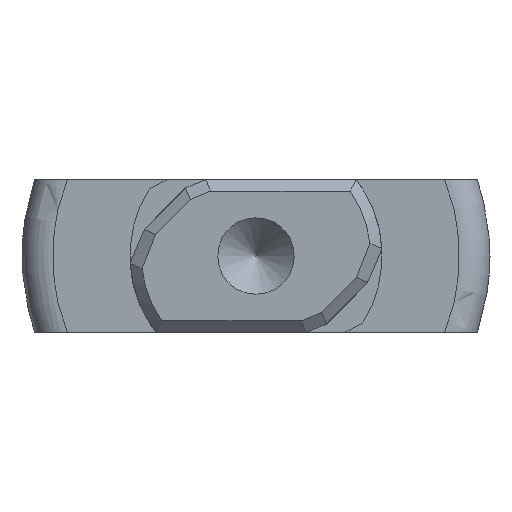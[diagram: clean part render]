
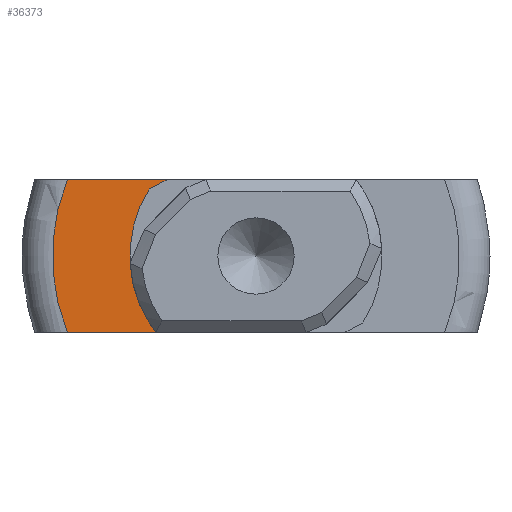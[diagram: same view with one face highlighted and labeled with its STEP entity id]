
A CAD part, left-side view. The second image highlights one B-rep face of the part: STEP entity #36373.
In plain terms, the highlighted planar face has unit normal (-1, 0, 0).
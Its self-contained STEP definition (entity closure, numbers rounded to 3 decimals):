
#722 = PLANE('',#723);
#723 = AXIS2_PLACEMENT_3D('',#724,#725,#726);
#724 = CARTESIAN_POINT('',(-6.25,-6.25,2.));
#725 = DIRECTION('',(0.,0.,1.));
#726 = DIRECTION('',(0.,1.,0.));
#15182 = VERTEX_POINT('',#15183);
#15183 = CARTESIAN_POINT('',(0.,4.94,2.));
#15217 = TOROIDAL_SURFACE('',#15218,5.329,0.8);
#15218 = AXIS2_PLACEMENT_3D('',#15219,#15220,#15221);
#15219 = CARTESIAN_POINT('',(0.8,0.,0.));
#15220 = DIRECTION('',(1.,0.,0.));
#15221 = DIRECTION('',(0.,0.,-1.));
#15251 = EDGE_CURVE('',#15182,#15252,#15254,.T.);
#15252 = VERTEX_POINT('',#15253);
#15253 = CARTESIAN_POINT('',(0.,2.327,2.));
#15254 = SURFACE_CURVE('',#15255,(#15259,#15266),.PCURVE_S1.);
#15255 = LINE('',#15256,#15257);
#15256 = CARTESIAN_POINT('',(0.,5.79,2.));
#15257 = VECTOR('',#15258,1.);
#15258 = DIRECTION('',(0.,-1.,0.));
#15259 = PCURVE('',#722,#15260);
#15260 = DEFINITIONAL_REPRESENTATION('',(#15261),#15265);
#15261 = LINE('',#15262,#15263);
#15262 = CARTESIAN_POINT('',(12.04,-6.25));
#15263 = VECTOR('',#15264,1.);
#15264 = DIRECTION('',(-1.,-0.));
#15265 = ( GEOMETRIC_REPRESENTATION_CONTEXT(2) 
PARAMETRIC_REPRESENTATION_CONTEXT() REPRESENTATION_CONTEXT('2D SPACE',''
  ) );
#15266 = PCURVE('',#15267,#15272);
#15267 = PLANE('',#15268);
#15268 = AXIS2_PLACEMENT_3D('',#15269,#15270,#15271);
#15269 = CARTESIAN_POINT('',(0.,5.329,
    0.));
#15270 = DIRECTION('',(-1.,0.,0.));
#15271 = DIRECTION('',(0.,0.,1.));
#15272 = DEFINITIONAL_REPRESENTATION('',(#15273),#15277);
#15273 = LINE('',#15274,#15275);
#15274 = CARTESIAN_POINT('',(2.,0.46));
#15275 = VECTOR('',#15276,1.);
#15276 = DIRECTION('',(0.,-1.));
#15277 = ( GEOMETRIC_REPRESENTATION_CONTEXT(2) 
PARAMETRIC_REPRESENTATION_CONTEXT() REPRESENTATION_CONTEXT('2D SPACE',''
  ) );
#15295 = PLANE('',#15296);
#15296 = AXIS2_PLACEMENT_3D('',#15297,#15298,#15299);
#15297 = CARTESIAN_POINT('',(-16.438,2.561,1.878));
#15298 = DIRECTION('',(0.,0.464,0.886
    ));
#15299 = DIRECTION('',(1.,0.,0.));
#32579 = PLANE('',#32580);
#32580 = AXIS2_PLACEMENT_3D('',#32581,#32582,#32583);
#32581 = CARTESIAN_POINT('',(-6.25,6.25,-2.));
#32582 = DIRECTION('',(0.,0.,-1.));
#32583 = DIRECTION('',(0.,-1.,0.));
#34660 = PLANE('',#34661);
#34661 = AXIS2_PLACEMENT_3D('',#34662,#34663,#34664);
#34662 = CARTESIAN_POINT('',(-16.438,2.561,-1.878));
#34663 = DIRECTION('',(0.,0.464,
    -0.886));
#34664 = DIRECTION('',(-1.,0.,0.));
#34680 = VERTEX_POINT('',#34681);
#34681 = CARTESIAN_POINT('',(0.,2.795,
    -1.755));
#34695 = CYLINDRICAL_SURFACE('',#34696,3.3);
#34696 = AXIS2_PLACEMENT_3D('',#34697,#34698,#34699);
#34697 = CARTESIAN_POINT('',(-16.438,0.,
    0.));
#34698 = DIRECTION('',(1.,0.,0.));
#34699 = DIRECTION('',(0.,1.,0.));
#34707 = EDGE_CURVE('',#34708,#34680,#34710,.T.);
#34708 = VERTEX_POINT('',#34709);
#34709 = CARTESIAN_POINT('',(0.,2.327,-2.));
#34710 = SURFACE_CURVE('',#34711,(#34715,#34722),.PCURVE_S1.);
#34711 = LINE('',#34712,#34713);
#34712 = CARTESIAN_POINT('',(0.,4.033,
    -1.107));
#34713 = VECTOR('',#34714,1.);
#34714 = DIRECTION('',(0.,0.886,0.464
    ));
#34715 = PCURVE('',#34660,#34716);
#34716 = DEFINITIONAL_REPRESENTATION('',(#34717),#34721);
#34717 = LINE('',#34718,#34719);
#34718 = CARTESIAN_POINT('',(-16.438,1.662));
#34719 = VECTOR('',#34720,1.);
#34720 = DIRECTION('',(0.,1.));
#34721 = ( GEOMETRIC_REPRESENTATION_CONTEXT(2) 
PARAMETRIC_REPRESENTATION_CONTEXT() REPRESENTATION_CONTEXT('2D SPACE',''
  ) );
#34722 = PCURVE('',#15267,#34723);
#34723 = DEFINITIONAL_REPRESENTATION('',(#34724),#34728);
#34724 = LINE('',#34725,#34726);
#34725 = CARTESIAN_POINT('',(-1.107,-1.296));
#34726 = VECTOR('',#34727,1.);
#34727 = DIRECTION('',(0.464,0.886));
#34728 = ( GEOMETRIC_REPRESENTATION_CONTEXT(2) 
PARAMETRIC_REPRESENTATION_CONTEXT() REPRESENTATION_CONTEXT('2D SPACE',''
  ) );
#35216 = EDGE_CURVE('',#34708,#35217,#35219,.T.);
#35217 = VERTEX_POINT('',#35218);
#35218 = CARTESIAN_POINT('',(0.,4.94,-2.));
#35219 = SURFACE_CURVE('',#35220,(#35224,#35231),.PCURVE_S1.);
#35220 = LINE('',#35221,#35222);
#35221 = CARTESIAN_POINT('',(0.,-0.46,-2.));
#35222 = VECTOR('',#35223,1.);
#35223 = DIRECTION('',(0.,1.,0.));
#35224 = PCURVE('',#32579,#35225);
#35225 = DEFINITIONAL_REPRESENTATION('',(#35226),#35230);
#35226 = LINE('',#35227,#35228);
#35227 = CARTESIAN_POINT('',(6.71,-6.25));
#35228 = VECTOR('',#35229,1.);
#35229 = DIRECTION('',(-1.,-0.));
#35230 = ( GEOMETRIC_REPRESENTATION_CONTEXT(2) 
PARAMETRIC_REPRESENTATION_CONTEXT() REPRESENTATION_CONTEXT('2D SPACE',''
  ) );
#35231 = PCURVE('',#15267,#35232);
#35232 = DEFINITIONAL_REPRESENTATION('',(#35233),#35237);
#35233 = LINE('',#35234,#35235);
#35234 = CARTESIAN_POINT('',(-2.,-5.79));
#35235 = VECTOR('',#35236,1.);
#35236 = DIRECTION('',(0.,1.));
#35237 = ( GEOMETRIC_REPRESENTATION_CONTEXT(2) 
PARAMETRIC_REPRESENTATION_CONTEXT() REPRESENTATION_CONTEXT('2D SPACE',''
  ) );
#35860 = EDGE_CURVE('',#35861,#15252,#35863,.T.);
#35861 = VERTEX_POINT('',#35862);
#35862 = CARTESIAN_POINT('',(0.,2.795,
    1.755));
#35863 = SURFACE_CURVE('',#35864,(#35868,#35875),.PCURVE_S1.);
#35864 = LINE('',#35865,#35866);
#35865 = CARTESIAN_POINT('',(0.,4.033,
    1.107));
#35866 = VECTOR('',#35867,1.);
#35867 = DIRECTION('',(0.,-0.886,
    0.464));
#35868 = PCURVE('',#15295,#35869);
#35869 = DEFINITIONAL_REPRESENTATION('',(#35870),#35874);
#35870 = LINE('',#35871,#35872);
#35871 = CARTESIAN_POINT('',(16.438,1.662));
#35872 = VECTOR('',#35873,1.);
#35873 = DIRECTION('',(0.,-1.));
#35874 = ( GEOMETRIC_REPRESENTATION_CONTEXT(2) 
PARAMETRIC_REPRESENTATION_CONTEXT() REPRESENTATION_CONTEXT('2D SPACE',''
  ) );
#35875 = PCURVE('',#15267,#35876);
#35876 = DEFINITIONAL_REPRESENTATION('',(#35877),#35881);
#35877 = LINE('',#35878,#35879);
#35878 = CARTESIAN_POINT('',(1.107,-1.296));
#35879 = VECTOR('',#35880,1.);
#35880 = DIRECTION('',(0.464,-0.886));
#35881 = ( GEOMETRIC_REPRESENTATION_CONTEXT(2) 
PARAMETRIC_REPRESENTATION_CONTEXT() REPRESENTATION_CONTEXT('2D SPACE',''
  ) );
#35910 = EDGE_CURVE('',#34680,#35861,#35911,.T.);
#35911 = SURFACE_CURVE('',#35912,(#35917,#35924),.PCURVE_S1.);
#35912 = CIRCLE('',#35913,3.3);
#35913 = AXIS2_PLACEMENT_3D('',#35914,#35915,#35916);
#35914 = CARTESIAN_POINT('',(0.,0.,
    0.));
#35915 = DIRECTION('',(1.,0.,0.));
#35916 = DIRECTION('',(0.,0.,1.));
#35917 = PCURVE('',#34695,#35918);
#35918 = DEFINITIONAL_REPRESENTATION('',(#35919),#35923);
#35919 = LINE('',#35920,#35921);
#35920 = CARTESIAN_POINT('',(1.571,16.438));
#35921 = VECTOR('',#35922,1.);
#35922 = DIRECTION('',(1.,0.));
#35923 = ( GEOMETRIC_REPRESENTATION_CONTEXT(2) 
PARAMETRIC_REPRESENTATION_CONTEXT() REPRESENTATION_CONTEXT('2D SPACE',''
  ) );
#35924 = PCURVE('',#15267,#35925);
#35925 = DEFINITIONAL_REPRESENTATION('',(#35926),#35934);
#35926 = ( BOUNDED_CURVE() B_SPLINE_CURVE(2,(#35927,#35928,#35929,#35930
    ,#35931,#35932,#35933),.UNSPECIFIED.,.T.,.F.) 
B_SPLINE_CURVE_WITH_KNOTS((1,2,2,2,2,1),(-2.094,0.,
    2.094,4.189,6.283,8.378),
.UNSPECIFIED.) CURVE() GEOMETRIC_REPRESENTATION_ITEM() 
RATIONAL_B_SPLINE_CURVE((1.,0.5,1.,0.5,1.,0.5,1.)) REPRESENTATION_ITEM(
  '') );
#35927 = CARTESIAN_POINT('',(3.3,-5.329));
#35928 = CARTESIAN_POINT('',(3.3,-11.045));
#35929 = CARTESIAN_POINT('',(-1.65,-8.187));
#35930 = CARTESIAN_POINT('',(-6.6,-5.329));
#35931 = CARTESIAN_POINT('',(-1.65,-2.471));
#35932 = CARTESIAN_POINT('',(3.3,0.387));
#35933 = CARTESIAN_POINT('',(3.3,-5.329));
#35934 = ( GEOMETRIC_REPRESENTATION_CONTEXT(2) 
PARAMETRIC_REPRESENTATION_CONTEXT() REPRESENTATION_CONTEXT('2D SPACE',''
  ) );
#36373 = ADVANCED_FACE('',(#36374),#15267,.T.);
#36374 = FACE_BOUND('',#36375,.T.);
#36375 = EDGE_LOOP('',(#36376,#36377,#36378,#36379,#36405,#36406));
#36376 = ORIENTED_EDGE('',*,*,#35910,.T.);
#36377 = ORIENTED_EDGE('',*,*,#35860,.T.);
#36378 = ORIENTED_EDGE('',*,*,#15251,.F.);
#36379 = ORIENTED_EDGE('',*,*,#36380,.F.);
#36380 = EDGE_CURVE('',#35217,#15182,#36381,.T.);
#36381 = SURFACE_CURVE('',#36382,(#36387,#36398),.PCURVE_S1.);
#36382 = CIRCLE('',#36383,5.329);
#36383 = AXIS2_PLACEMENT_3D('',#36384,#36385,#36386);
#36384 = CARTESIAN_POINT('',(0.,0.,0.)
  );
#36385 = DIRECTION('',(1.,0.,0.));
#36386 = DIRECTION('',(0.,0.,1.));
#36387 = PCURVE('',#15267,#36388);
#36388 = DEFINITIONAL_REPRESENTATION('',(#36389),#36397);
#36389 = ( BOUNDED_CURVE() B_SPLINE_CURVE(2,(#36390,#36391,#36392,#36393
    ,#36394,#36395,#36396),.UNSPECIFIED.,.T.,.F.) 
B_SPLINE_CURVE_WITH_KNOTS((1,2,2,2,2,1),(-2.094,0.,
    2.094,4.189,6.283,8.378),
.UNSPECIFIED.) CURVE() GEOMETRIC_REPRESENTATION_ITEM() 
RATIONAL_B_SPLINE_CURVE((1.,0.5,1.,0.5,1.,0.5,1.)) REPRESENTATION_ITEM(
  '') );
#36390 = CARTESIAN_POINT('',(5.329,-5.329));
#36391 = CARTESIAN_POINT('',(5.329,-14.56));
#36392 = CARTESIAN_POINT('',(-2.665,-9.945));
#36393 = CARTESIAN_POINT('',(-10.659,-5.329));
#36394 = CARTESIAN_POINT('',(-2.665,-0.714));
#36395 = CARTESIAN_POINT('',(5.329,3.901));
#36396 = CARTESIAN_POINT('',(5.329,-5.329));
#36397 = ( GEOMETRIC_REPRESENTATION_CONTEXT(2) 
PARAMETRIC_REPRESENTATION_CONTEXT() REPRESENTATION_CONTEXT('2D SPACE',''
  ) );
#36398 = PCURVE('',#15217,#36399);
#36399 = DEFINITIONAL_REPRESENTATION('',(#36400),#36404);
#36400 = LINE('',#36401,#36402);
#36401 = CARTESIAN_POINT('',(-3.142,4.712));
#36402 = VECTOR('',#36403,1.);
#36403 = DIRECTION('',(1.,0.));
#36404 = ( GEOMETRIC_REPRESENTATION_CONTEXT(2) 
PARAMETRIC_REPRESENTATION_CONTEXT() REPRESENTATION_CONTEXT('2D SPACE',''
  ) );
#36405 = ORIENTED_EDGE('',*,*,#35216,.F.);
#36406 = ORIENTED_EDGE('',*,*,#34707,.T.);
